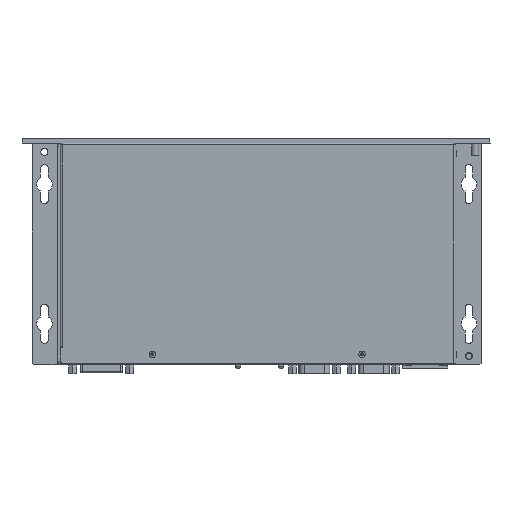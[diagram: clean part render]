
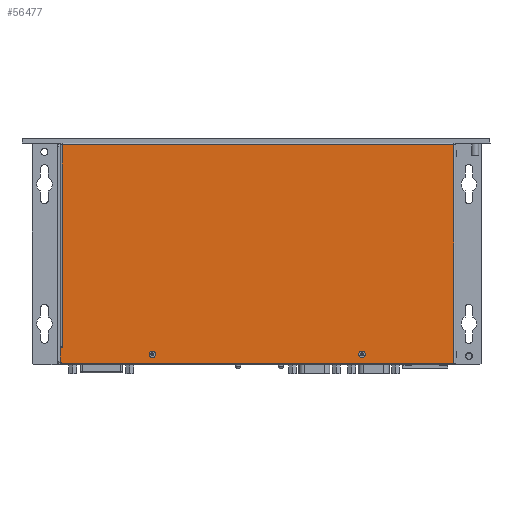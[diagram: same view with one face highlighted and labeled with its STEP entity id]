
A CAD part, top view. The second image highlights one B-rep face of the part: STEP entity #56477.
In plain terms, the highlighted planar face has unit normal (0, 0, 1).
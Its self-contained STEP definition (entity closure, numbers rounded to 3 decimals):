
#56342=CARTESIAN_POINT('',(2.5,1.,36.5));
#56343=VERTEX_POINT('',#56342);
#56350=CARTESIAN_POINT('',(1.5,2.,36.5));
#56351=VERTEX_POINT('',#56350);
#56352=CARTESIAN_POINT('',(2.5,2.,36.5));
#56353=DIRECTION('',(0.,0.,-1.0));
#56354=DIRECTION('',(-0.707,-0.707,0.));
#56355=AXIS2_PLACEMENT_3D('',#56352,#56353,#56354);
#56356=CIRCLE('',#56355,1.0);
#56357=EDGE_CURVE('',#56343,#56351,#56356,.T.);
#56374=CARTESIAN_POINT('',(1.5,10.,36.5));
#56375=VERTEX_POINT('',#56374);
#56376=CARTESIAN_POINT('',(1.5,10.,36.5));
#56377=DIRECTION('',(0.0,-1.0,0.0));
#56378=VECTOR('',#56377,8.0);
#56379=LINE('',#56376,#56378);
#56380=EDGE_CURVE('',#56375,#56351,#56379,.T.);
#56392=CARTESIAN_POINT('',(114.8,64.,36.5));
#56393=DIRECTION('',(0.,0.,1.0));
#56394=DIRECTION('',(1.0,0.,0.));
#56395=AXIS2_PLACEMENT_3D('',#56392,#56393,#56394);
#56396=PLANE('',#56395);
#56397=ORIENTED_EDGE('',*,*,#56357,.F.);
#56398=CARTESIAN_POINT('',(227.,1.,36.5));
#56399=VERTEX_POINT('',#56398);
#56400=CARTESIAN_POINT('',(2.5,1.,36.5));
#56401=DIRECTION('',(1.0,0.,0.));
#56402=VECTOR('',#56401,224.5);
#56403=LINE('',#56400,#56402);
#56404=EDGE_CURVE('',#56343,#56399,#56403,.T.);
#56405=ORIENTED_EDGE('',*,*,#56404,.T.);
#56406=CARTESIAN_POINT('',(227.,125.9,36.5));
#56407=VERTEX_POINT('',#56406);
#56408=CARTESIAN_POINT('',(227.,1.,36.5));
#56409=DIRECTION('',(0.0,1.0,0.0));
#56410=VECTOR('',#56409,124.9);
#56411=LINE('',#56408,#56410);
#56412=EDGE_CURVE('',#56399,#56407,#56411,.T.);
#56413=ORIENTED_EDGE('',*,*,#56412,.T.);
#56414=CARTESIAN_POINT('',(2.6,125.9,36.5));
#56415=VERTEX_POINT('',#56414);
#56416=CARTESIAN_POINT('',(227.,125.9,36.5));
#56417=DIRECTION('',(-1.0,0.,0.));
#56418=VECTOR('',#56417,224.4);
#56419=LINE('',#56416,#56418);
#56420=EDGE_CURVE('',#56407,#56415,#56419,.T.);
#56421=ORIENTED_EDGE('',*,*,#56420,.T.);
#56422=CARTESIAN_POINT('',(2.6,10.5,36.5));
#56423=VERTEX_POINT('',#56422);
#56424=CARTESIAN_POINT('',(2.6,125.9,36.5));
#56425=DIRECTION('',(0.0,-1.0,0.0));
#56426=VECTOR('',#56425,115.4);
#56427=LINE('',#56424,#56426);
#56428=EDGE_CURVE('',#56415,#56423,#56427,.T.);
#56429=ORIENTED_EDGE('',*,*,#56428,.T.);
#56430=CARTESIAN_POINT('',(3.1,10.5,36.5));
#56431=VERTEX_POINT('',#56430);
#56432=CARTESIAN_POINT('',(2.6,10.5,36.5));
#56433=DIRECTION('',(1.0,0.0,0.0));
#56434=VECTOR('',#56433,0.5);
#56435=LINE('',#56432,#56434);
#56436=EDGE_CURVE('',#56423,#56431,#56435,.T.);
#56437=ORIENTED_EDGE('',*,*,#56436,.T.);
#56438=CARTESIAN_POINT('',(3.1,10.,36.5));
#56439=VERTEX_POINT('',#56438);
#56440=CARTESIAN_POINT('',(3.1,10.5,36.5));
#56441=DIRECTION('',(0.0,-1.0,0.0));
#56442=VECTOR('',#56441,0.5);
#56443=LINE('',#56440,#56442);
#56444=EDGE_CURVE('',#56431,#56439,#56443,.T.);
#56445=ORIENTED_EDGE('',*,*,#56444,.T.);
#56446=CARTESIAN_POINT('',(3.1,10.,36.5));
#56447=DIRECTION('',(-1.0,0.,0.));
#56448=VECTOR('',#56447,1.6);
#56449=LINE('',#56446,#56448);
#56450=EDGE_CURVE('',#56439,#56375,#56449,.T.);
#56451=ORIENTED_EDGE('',*,*,#56450,.T.);
#56452=ORIENTED_EDGE('',*,*,#56380,.T.);
#56453=EDGE_LOOP('',(#56397,#56405,#56413,#56421,#56429,#56437,#56445,#56451,#56452));
#56454=FACE_OUTER_BOUND('',#56453,.T.);
#56455=CARTESIAN_POINT('',(54.3,7.9,36.5));
#56456=VERTEX_POINT('',#56455);
#56457=CARTESIAN_POINT('',(54.3,6.,36.5));
#56458=DIRECTION('',(0.,0.0,-1.0));
#56459=DIRECTION('',(0.0,1.0,0.0));
#56460=AXIS2_PLACEMENT_3D('',#56457,#56458,#56459);
#56461=CIRCLE('',#56460,1.9);
#56462=EDGE_CURVE('',#56456,#56456,#56461,.T.);
#56463=ORIENTED_EDGE('',*,*,#56462,.T.);
#56464=EDGE_LOOP('',(#56463));
#56465=FACE_BOUND('',#56464,.T.);
#56466=CARTESIAN_POINT('',(174.3,7.9,36.5));
#56467=VERTEX_POINT('',#56466);
#56468=CARTESIAN_POINT('',(174.3,6.,36.5));
#56469=DIRECTION('',(0.,0.0,-1.0));
#56470=DIRECTION('',(0.0,1.0,0.0));
#56471=AXIS2_PLACEMENT_3D('',#56468,#56469,#56470);
#56472=CIRCLE('',#56471,1.9);
#56473=EDGE_CURVE('',#56467,#56467,#56472,.T.);
#56474=ORIENTED_EDGE('',*,*,#56473,.T.);
#56475=EDGE_LOOP('',(#56474));
#56476=FACE_BOUND('',#56475,.T.);
#56477=ADVANCED_FACE('',(#56454,#56465,#56476),#56396,.T.);
